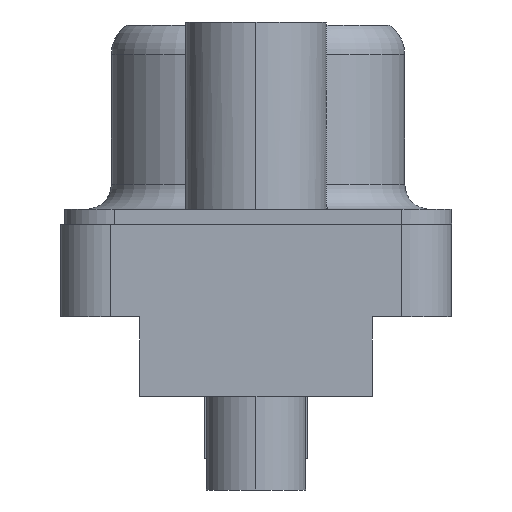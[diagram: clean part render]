
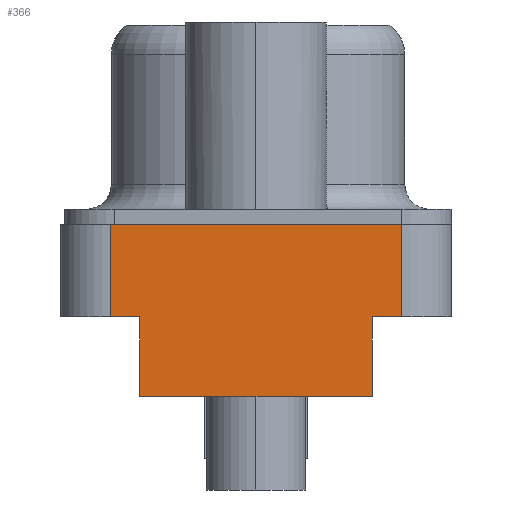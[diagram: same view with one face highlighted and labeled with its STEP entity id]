
A CAD part, left-side view. The second image highlights one B-rep face of the part: STEP entity #366.
In plain terms, the highlighted planar face has unit normal (-1, 0, 0).
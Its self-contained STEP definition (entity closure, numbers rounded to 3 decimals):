
#80=CARTESIAN_POINT('',(-19.66,4.675,5.5));
#81=VERTEX_POINT('',#80);
#89=CARTESIAN_POINT('',(-19.66,-4.675,5.5));
#90=VERTEX_POINT('',#89);
#91=CARTESIAN_POINT('',(-19.66,-4.675,5.5));
#92=DIRECTION('',(0.0,1.0,0.0));
#93=VECTOR('',#92,9.35);
#94=LINE('',#91,#93);
#95=EDGE_CURVE('',#90,#81,#94,.T.);
#291=CARTESIAN_POINT('',(-19.66,4.675,2.55));
#292=VERTEX_POINT('',#291);
#300=CARTESIAN_POINT('',(-19.66,4.675,5.5));
#301=DIRECTION('',(0.0,0.0,-1.0));
#302=VECTOR('',#301,2.95);
#303=LINE('',#300,#302);
#304=EDGE_CURVE('',#81,#292,#303,.T.);
#311=CARTESIAN_POINT('',(-19.66,-5.142,5.775));
#312=DIRECTION('',(-1.0,0.0,0.0));
#313=DIRECTION('',(0.0,0.0,1.0));
#314=AXIS2_PLACEMENT_3D('',#311,#312,#313);
#315=PLANE('',#314);
#316=CARTESIAN_POINT('',(-19.66,-3.725,0.0));
#317=VERTEX_POINT('',#316);
#318=CARTESIAN_POINT('',(-19.66,-3.725,2.55));
#319=VERTEX_POINT('',#318);
#320=CARTESIAN_POINT('',(-19.66,-3.725,0.0));
#321=DIRECTION('',(0.0,0.0,1.0));
#322=VECTOR('',#321,2.55);
#323=LINE('',#320,#322);
#324=EDGE_CURVE('',#317,#319,#323,.T.);
#325=ORIENTED_EDGE('',*,*,#324,.T.);
#326=CARTESIAN_POINT('',(-19.66,-4.675,2.55));
#327=VERTEX_POINT('',#326);
#328=CARTESIAN_POINT('',(-19.66,-4.675,2.55));
#329=DIRECTION('',(0.0,1.0,0.0));
#330=VECTOR('',#329,0.95);
#331=LINE('',#328,#330);
#332=EDGE_CURVE('',#327,#319,#331,.T.);
#333=ORIENTED_EDGE('',*,*,#332,.F.);
#334=CARTESIAN_POINT('',(-19.66,-4.675,5.5));
#335=DIRECTION('',(0.0,0.0,-1.0));
#336=VECTOR('',#335,2.95);
#337=LINE('',#334,#336);
#338=EDGE_CURVE('',#90,#327,#337,.T.);
#339=ORIENTED_EDGE('',*,*,#338,.F.);
#340=ORIENTED_EDGE('',*,*,#95,.T.);
#341=ORIENTED_EDGE('',*,*,#304,.T.);
#342=CARTESIAN_POINT('',(-19.66,3.725,2.55));
#343=VERTEX_POINT('',#342);
#344=CARTESIAN_POINT('',(-19.66,3.725,2.55));
#345=DIRECTION('',(0.0,1.0,0.0));
#346=VECTOR('',#345,0.95);
#347=LINE('',#344,#346);
#348=EDGE_CURVE('',#343,#292,#347,.T.);
#349=ORIENTED_EDGE('',*,*,#348,.F.);
#350=CARTESIAN_POINT('',(-19.66,3.725,0.0));
#351=VERTEX_POINT('',#350);
#352=CARTESIAN_POINT('',(-19.66,3.725,0.0));
#353=DIRECTION('',(0.0,0.0,1.0));
#354=VECTOR('',#353,2.55);
#355=LINE('',#352,#354);
#356=EDGE_CURVE('',#351,#343,#355,.T.);
#357=ORIENTED_EDGE('',*,*,#356,.F.);
#358=CARTESIAN_POINT('',(-19.66,-3.725,0.0));
#359=DIRECTION('',(0.0,1.0,0.0));
#360=VECTOR('',#359,7.45);
#361=LINE('',#358,#360);
#362=EDGE_CURVE('',#317,#351,#361,.T.);
#363=ORIENTED_EDGE('',*,*,#362,.F.);
#364=EDGE_LOOP('',(#325,#333,#339,#340,#341,#349,#357,#363));
#365=FACE_OUTER_BOUND('',#364,.T.);
#366=ADVANCED_FACE('',(#365),#315,.T.);
